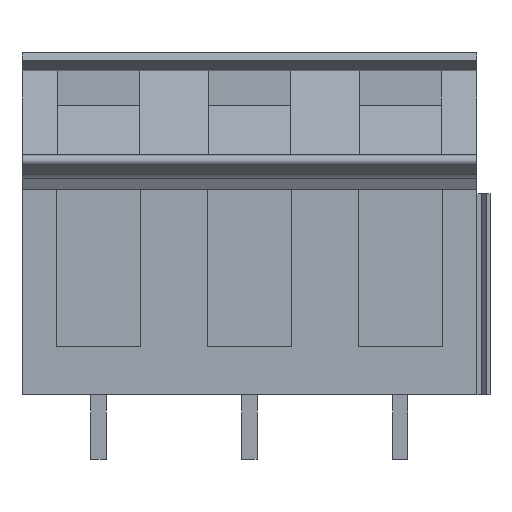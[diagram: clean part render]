
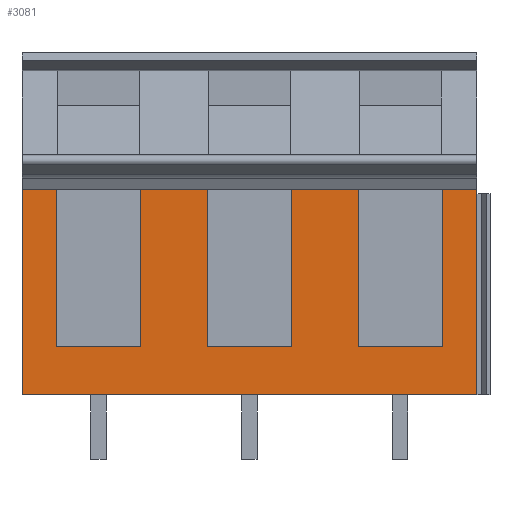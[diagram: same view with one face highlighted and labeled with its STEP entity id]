
A CAD part, front view. The second image highlights one B-rep face of the part: STEP entity #3081.
In plain terms, the highlighted planar face has unit normal (0, -1, 0).
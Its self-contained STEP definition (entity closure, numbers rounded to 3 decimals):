
#2972=AXIS2_PLACEMENT_3D('Plane Axis2P3D',#2969,#2970,#2971) ;
#1519=CARTESIAN_POINT('Vertex',(0.,0.,3.2)) ;
#1522=CARTESIAN_POINT('Line Origine',(0.,0.,8.302)) ;
#1526=CARTESIAN_POINT('Vertex',(0.,0.,13.403)) ;
#2044=CARTESIAN_POINT('Vertex',(22.6,0.,13.403)) ;
#2047=CARTESIAN_POINT('Line Origine',(22.6,0.,8.302)) ;
#2051=CARTESIAN_POINT('Vertex',(22.6,0.,3.2)) ;
#2188=CARTESIAN_POINT('Line Origine',(11.3,0.,3.2)) ;
#2969=CARTESIAN_POINT('Axis2P3D Location',(0.,0.,3.2)) ;
#2974=CARTESIAN_POINT('Line Origine',(5.9,0.,9.502)) ;
#2978=CARTESIAN_POINT('Vertex',(5.9,0.,5.6)) ;
#2980=CARTESIAN_POINT('Vertex',(5.9,0.,13.403)) ;
#2983=CARTESIAN_POINT('Line Origine',(3.8,0.,5.6)) ;
#2987=CARTESIAN_POINT('Vertex',(1.7,0.,5.6)) ;
#2990=CARTESIAN_POINT('Line Origine',(1.7,0.,9.502)) ;
#2994=CARTESIAN_POINT('Vertex',(1.7,0.,13.403)) ;
#2997=CARTESIAN_POINT('Line Origine',(0.85,0.,13.403)) ;
#3002=CARTESIAN_POINT('Line Origine',(21.75,0.,13.403)) ;
#3006=CARTESIAN_POINT('Vertex',(20.9,0.,13.403)) ;
#3009=CARTESIAN_POINT('Line Origine',(20.9,0.,9.502)) ;
#3013=CARTESIAN_POINT('Vertex',(20.9,0.,5.6)) ;
#3016=CARTESIAN_POINT('Line Origine',(18.8,0.,5.6)) ;
#3020=CARTESIAN_POINT('Vertex',(16.7,0.,5.6)) ;
#3023=CARTESIAN_POINT('Line Origine',(16.7,0.,9.502)) ;
#3027=CARTESIAN_POINT('Vertex',(16.7,0.,13.403)) ;
#3030=CARTESIAN_POINT('Line Origine',(15.05,0.,13.403)) ;
#3034=CARTESIAN_POINT('Vertex',(13.4,0.,13.403)) ;
#3037=CARTESIAN_POINT('Line Origine',(13.4,0.,9.502)) ;
#3041=CARTESIAN_POINT('Vertex',(13.4,0.,5.6)) ;
#3044=CARTESIAN_POINT('Line Origine',(11.3,0.,5.6)) ;
#3048=CARTESIAN_POINT('Vertex',(9.2,0.,5.6)) ;
#3051=CARTESIAN_POINT('Line Origine',(9.2,0.,9.502)) ;
#3055=CARTESIAN_POINT('Vertex',(9.2,0.,13.403)) ;
#3058=CARTESIAN_POINT('Line Origine',(7.55,0.,13.403)) ;
#1523=DIRECTION('Vector Direction',(0.,0.,1.)) ;
#2048=DIRECTION('Vector Direction',(0.,0.,1.)) ;
#2189=DIRECTION('Vector Direction',(1.,0.,0.)) ;
#2970=DIRECTION('Axis2P3D Direction',(0.,1.,0.)) ;
#2971=DIRECTION('Axis2P3D XDirection',(0.,0.,1.)) ;
#2975=DIRECTION('Vector Direction',(0.,0.,-1.)) ;
#2984=DIRECTION('Vector Direction',(-1.,0.,0.)) ;
#2991=DIRECTION('Vector Direction',(0.,0.,-1.)) ;
#2998=DIRECTION('Vector Direction',(1.,0.,0.)) ;
#3003=DIRECTION('Vector Direction',(1.,0.,0.)) ;
#3010=DIRECTION('Vector Direction',(0.,0.,-1.)) ;
#3017=DIRECTION('Vector Direction',(-1.,0.,0.)) ;
#3024=DIRECTION('Vector Direction',(0.,0.,-1.)) ;
#3031=DIRECTION('Vector Direction',(1.,0.,0.)) ;
#3038=DIRECTION('Vector Direction',(0.,0.,-1.)) ;
#3045=DIRECTION('Vector Direction',(-1.,0.,0.)) ;
#3052=DIRECTION('Vector Direction',(0.,0.,-1.)) ;
#3059=DIRECTION('Vector Direction',(1.,0.,0.)) ;
#1524=VECTOR('Line Direction',#1523,1.) ;
#2049=VECTOR('Line Direction',#2048,1.) ;
#2190=VECTOR('Line Direction',#2189,1.) ;
#2976=VECTOR('Line Direction',#2975,1.) ;
#2985=VECTOR('Line Direction',#2984,1.) ;
#2992=VECTOR('Line Direction',#2991,1.) ;
#2999=VECTOR('Line Direction',#2998,1.) ;
#3004=VECTOR('Line Direction',#3003,1.) ;
#3011=VECTOR('Line Direction',#3010,1.) ;
#3018=VECTOR('Line Direction',#3017,1.) ;
#3025=VECTOR('Line Direction',#3024,1.) ;
#3032=VECTOR('Line Direction',#3031,1.) ;
#3039=VECTOR('Line Direction',#3038,1.) ;
#3046=VECTOR('Line Direction',#3045,1.) ;
#3053=VECTOR('Line Direction',#3052,1.) ;
#3060=VECTOR('Line Direction',#3059,1.) ;
#3064=ORIENTED_EDGE('',*,*,#2982,.F.) ;
#3065=ORIENTED_EDGE('',*,*,#2989,.F.) ;
#3066=ORIENTED_EDGE('',*,*,#2996,.F.) ;
#3067=ORIENTED_EDGE('',*,*,#3001,.F.) ;
#3068=ORIENTED_EDGE('',*,*,#1528,.F.) ;
#3069=ORIENTED_EDGE('',*,*,#2192,.T.) ;
#3070=ORIENTED_EDGE('',*,*,#2053,.T.) ;
#3071=ORIENTED_EDGE('',*,*,#3008,.F.) ;
#3072=ORIENTED_EDGE('',*,*,#3015,.F.) ;
#3073=ORIENTED_EDGE('',*,*,#3022,.F.) ;
#3074=ORIENTED_EDGE('',*,*,#3029,.F.) ;
#3075=ORIENTED_EDGE('',*,*,#3036,.F.) ;
#3076=ORIENTED_EDGE('',*,*,#3043,.F.) ;
#3077=ORIENTED_EDGE('',*,*,#3050,.F.) ;
#3078=ORIENTED_EDGE('',*,*,#3057,.F.) ;
#3079=ORIENTED_EDGE('',*,*,#3062,.F.) ;
#3081=ADVANCED_FACE('HOUSING',(#3080),#2973,.F.) ;
#1528=EDGE_CURVE('',#1520,#1527,#1525,.T.) ;
#2053=EDGE_CURVE('',#2052,#2045,#2050,.T.) ;
#2192=EDGE_CURVE('',#1520,#2052,#2191,.T.) ;
#2982=EDGE_CURVE('',#2979,#2981,#2977,.F.) ;
#2989=EDGE_CURVE('',#2988,#2979,#2986,.F.) ;
#2996=EDGE_CURVE('',#2995,#2988,#2993,.T.) ;
#3001=EDGE_CURVE('',#1527,#2995,#3000,.T.) ;
#3008=EDGE_CURVE('',#3007,#2045,#3005,.T.) ;
#3015=EDGE_CURVE('',#3014,#3007,#3012,.F.) ;
#3022=EDGE_CURVE('',#3021,#3014,#3019,.F.) ;
#3029=EDGE_CURVE('',#3028,#3021,#3026,.T.) ;
#3036=EDGE_CURVE('',#3035,#3028,#3033,.T.) ;
#3043=EDGE_CURVE('',#3042,#3035,#3040,.F.) ;
#3050=EDGE_CURVE('',#3049,#3042,#3047,.F.) ;
#3057=EDGE_CURVE('',#3056,#3049,#3054,.T.) ;
#3062=EDGE_CURVE('',#2981,#3056,#3061,.T.) ;
#3063=EDGE_LOOP('',(#3064,#3065,#3066,#3067,#3068,#3069,#3070,#3071,#3072,#3073,#3074,#3075,#3076,#3077,#3078,#3079)) ;
#3080=FACE_OUTER_BOUND('',#3063,.T.) ;
#1525=LINE('Line',#1522,#1524) ;
#2050=LINE('Line',#2047,#2049) ;
#2191=LINE('Line',#2188,#2190) ;
#2977=LINE('Line',#2974,#2976) ;
#2986=LINE('Line',#2983,#2985) ;
#2993=LINE('Line',#2990,#2992) ;
#3000=LINE('Line',#2997,#2999) ;
#3005=LINE('Line',#3002,#3004) ;
#3012=LINE('Line',#3009,#3011) ;
#3019=LINE('Line',#3016,#3018) ;
#3026=LINE('Line',#3023,#3025) ;
#3033=LINE('Line',#3030,#3032) ;
#3040=LINE('Line',#3037,#3039) ;
#3047=LINE('Line',#3044,#3046) ;
#3054=LINE('Line',#3051,#3053) ;
#3061=LINE('Line',#3058,#3060) ;
#2973=PLANE('',#2972) ;
#1520=VERTEX_POINT('',#1519) ;
#1527=VERTEX_POINT('',#1526) ;
#2045=VERTEX_POINT('',#2044) ;
#2052=VERTEX_POINT('',#2051) ;
#2979=VERTEX_POINT('',#2978) ;
#2981=VERTEX_POINT('',#2980) ;
#2988=VERTEX_POINT('',#2987) ;
#2995=VERTEX_POINT('',#2994) ;
#3007=VERTEX_POINT('',#3006) ;
#3014=VERTEX_POINT('',#3013) ;
#3021=VERTEX_POINT('',#3020) ;
#3028=VERTEX_POINT('',#3027) ;
#3035=VERTEX_POINT('',#3034) ;
#3042=VERTEX_POINT('',#3041) ;
#3049=VERTEX_POINT('',#3048) ;
#3056=VERTEX_POINT('',#3055) ;
